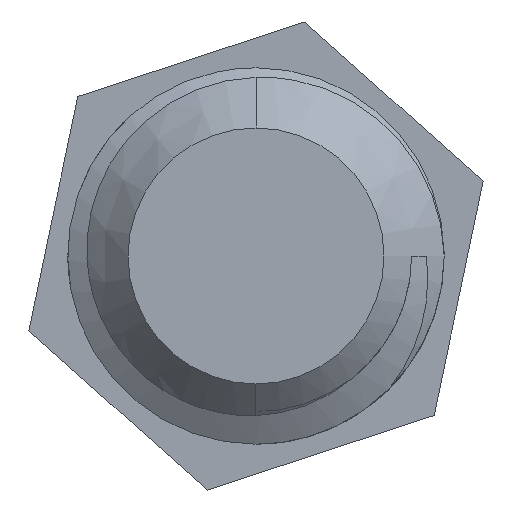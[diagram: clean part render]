
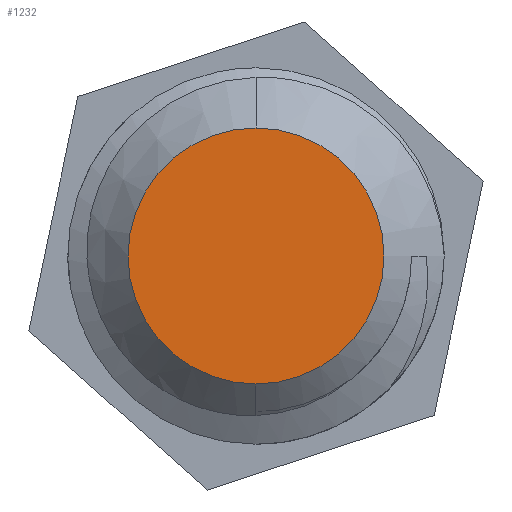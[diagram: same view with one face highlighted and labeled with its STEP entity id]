
A CAD part, front view. The second image highlights one B-rep face of the part: STEP entity #1232.
In plain terms, the highlighted planar face has unit normal (0, -1, 0).
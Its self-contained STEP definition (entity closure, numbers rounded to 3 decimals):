
#13 = EDGE_CURVE ( 'NONE', #795, #366, #596, .T. ) ;
#120 = CIRCLE ( 'NONE', #869, 1.7 ) ;
#280 = CARTESIAN_POINT ( 'NONE',  ( 0., 0., 0. ) ) ;
#366 = VERTEX_POINT ( 'NONE', #922 ) ;
#596 = CIRCLE ( 'NONE', #776, 1.7 ) ;
#717 = DIRECTION ( 'NONE',  ( 0., 1., 0. ) ) ;
#776 = AXIS2_PLACEMENT_3D ( 'NONE', #280, #1458, #1280 ) ;
#795 = VERTEX_POINT ( 'NONE', #896 ) ;
#869 = AXIS2_PLACEMENT_3D ( 'NONE', #1944, #1408, #2111 ) ;
#896 = CARTESIAN_POINT ( 'NONE',  ( 0., 0., 1.7 ) ) ;
#922 = CARTESIAN_POINT ( 'NONE',  ( 0., 0., -1.7 ) ) ;
#997 = EDGE_LOOP ( 'NONE', ( #2037, #1036 ) ) ;
#1028 = FACE_OUTER_BOUND ( 'NONE', #997, .T. ) ;
#1036 = ORIENTED_EDGE ( 'NONE', *, *, #1912, .T. ) ;
#1198 = CARTESIAN_POINT ( 'NONE',  ( 0., 0., 0. ) ) ;
#1232 = ADVANCED_FACE ( 'NONE', ( #1028 ), #1404, .F. ) ;
#1280 = DIRECTION ( 'NONE',  ( 0., 0., -1. ) ) ;
#1404 = PLANE ( 'NONE',  #1836 ) ;
#1408 = DIRECTION ( 'NONE',  ( 0., -1., 0. ) ) ;
#1458 = DIRECTION ( 'NONE',  ( 0., -1., 0. ) ) ;
#1836 = AXIS2_PLACEMENT_3D ( 'NONE', #1198, #717, #2077 ) ;
#1912 = EDGE_CURVE ( 'NONE', #366, #795, #120, .T. ) ;
#1944 = CARTESIAN_POINT ( 'NONE',  ( 0., 0., 0. ) ) ;
#2037 = ORIENTED_EDGE ( 'NONE', *, *, #13, .T. ) ;
#2077 = DIRECTION ( 'NONE',  ( 0., 0., 1. ) ) ;
#2111 = DIRECTION ( 'NONE',  ( 0., 0., -1. ) ) ;
